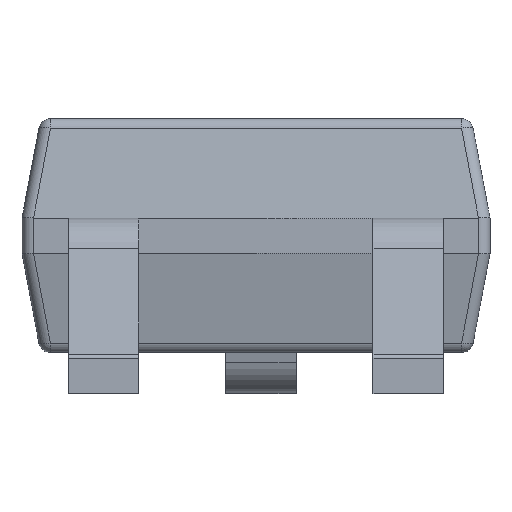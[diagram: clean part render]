
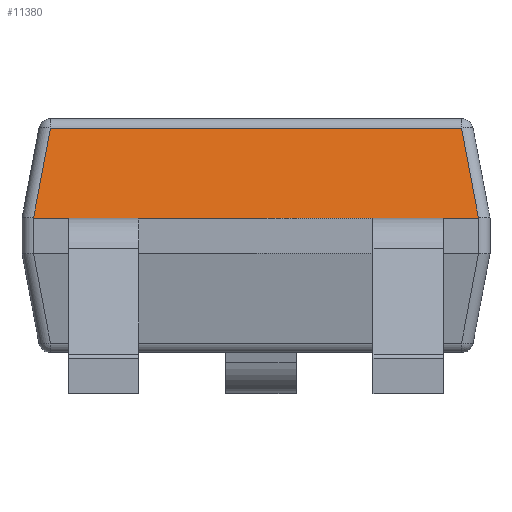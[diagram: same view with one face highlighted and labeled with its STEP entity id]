
A CAD part, front view. The second image highlights one B-rep face of the part: STEP entity #11380.
In plain terms, the highlighted planar face has unit normal (0, -0.983, 0.185).
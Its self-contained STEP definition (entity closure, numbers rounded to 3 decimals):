
#154 = CARTESIAN_POINT ( 'NONE',  ( 0.842, -0.541, 1.253 ) ) ;
#177 = VERTEX_POINT ( 'NONE', #25847 ) ;
#242 = VERTEX_POINT ( 'NONE', #21510 ) ;
#352 = ORIENTED_EDGE ( 'NONE', *, *, #23040, .F. ) ;
#809 = VERTEX_POINT ( 'NONE', #18020 ) ;
#1149 = CARTESIAN_POINT ( 'NONE',  ( -1., -0.65, 0.675 ) ) ;
#1204 = CARTESIAN_POINT ( 'NONE',  ( -0.95, -0.65, 0.675 ) ) ;
#1882 = DIRECTION ( 'NONE',  ( -0.182, 0.182, 0.966 ) ) ;
#2051 = ORIENTED_EDGE ( 'NONE', *, *, #12486, .T. ) ;
#2683 = DIRECTION ( 'NONE',  ( -1., 0., 0. ) ) ;
#3188 =( BOUNDED_CURVE ( )  B_SPLINE_CURVE ( 3, ( #7523, #15687, #23884, #19586 ),
 .UNSPECIFIED., .F., .F. ) 
 B_SPLINE_CURVE_WITH_KNOTS ( ( 4, 4 ),
 ( 0., 0.017 ),
 .UNSPECIFIED. ) 
 CURVE ( )  GEOMETRIC_REPRESENTATION_ITEM ( )  RATIONAL_B_SPLINE_CURVE ( ( 1., 1., 1., 1. ) ) 
 REPRESENTATION_ITEM ( '' )  );
#3754 = VECTOR ( 'NONE', #25544, 1000. ) ;
#4227 = CARTESIAN_POINT ( 'NONE',  ( 0.951, -0.65, 0.675 ) ) ;
#4659 = ORIENTED_EDGE ( 'NONE', *, *, #16953, .T. ) ;
#4899 = LINE ( 'NONE', #12748, #12106 ) ;
#5023 = CARTESIAN_POINT ( 'NONE',  ( -0.951, -0.65, 0.675 ) ) ;
#5047 = LINE ( 'NONE', #9412, #10366 ) ;
#5340 = LINE ( 'NONE', #23816, #11190 ) ;
#6053 = VECTOR ( 'NONE', #1882, 1000. ) ;
#6297 = ORIENTED_EDGE ( 'NONE', *, *, #7018, .F. ) ;
#7018 = EDGE_CURVE ( 'NONE', #13622, #17294, #17505, .T. ) ;
#7077 = DIRECTION ( 'NONE',  ( -1., 0., 0. ) ) ;
#7523 = CARTESIAN_POINT ( 'NONE',  ( 0.95, -0.65, 0.675 ) ) ;
#7648 = CARTESIAN_POINT ( 'NONE',  ( 0., -0.57, 1.1 ) ) ;
#9181 = VERTEX_POINT ( 'NONE', #25555 ) ;
#9316 = LINE ( 'NONE', #24208, #13818 ) ;
#9412 = CARTESIAN_POINT ( 'NONE',  ( -1., -0.65, 0.675 ) ) ;
#10366 = VECTOR ( 'NONE', #23780, 1000. ) ;
#10367 = CARTESIAN_POINT ( 'NONE',  ( -0.95, -0.65, 0.675 ) ) ;
#10440 = EDGE_CURVE ( 'NONE', #242, #17386, #4899, .T. ) ;
#10944 = ORIENTED_EDGE ( 'NONE', *, *, #21718, .T. ) ;
#11190 = VECTOR ( 'NONE', #17618, 1000. ) ;
#11380 = ADVANCED_FACE ( 'NONE', ( #18074 ), #17815, .T. ) ;
#12106 = VECTOR ( 'NONE', #16520, 1000. ) ;
#12288 = EDGE_CURVE ( 'NONE', #24945, #809, #16391, .T. ) ;
#12392 = EDGE_CURVE ( 'NONE', #177, #25285, #17806, .T. ) ;
#12486 = EDGE_CURVE ( 'NONE', #242, #24945, #3188, .T. ) ;
#12748 = CARTESIAN_POINT ( 'NONE',  ( -1., -0.65, 0.675 ) ) ;
#13301 = EDGE_LOOP ( 'NONE', ( #13403, #2051, #16897, #4659, #10944, #13302, #15207, #13492, #6297, #352 ) ) ;
#13302 = ORIENTED_EDGE ( 'NONE', *, *, #12392, .T. ) ;
#13336 = DIRECTION ( 'NONE',  ( -1., 0., 0. ) ) ;
#13403 = ORIENTED_EDGE ( 'NONE', *, *, #10440, .F. ) ;
#13492 = ORIENTED_EDGE ( 'NONE', *, *, #26378, .F. ) ;
#13542 = CARTESIAN_POINT ( 'NONE',  ( -0.95, -0.65, 0.675 ) ) ;
#13622 = VERTEX_POINT ( 'NONE', #14453 ) ;
#13818 = VECTOR ( 'NONE', #13336, 1000. ) ;
#13831 = LINE ( 'NONE', #21782, #3754 ) ;
#14268 = AXIS2_PLACEMENT_3D ( 'NONE', #7648, #15809, #23999 ) ;
#14453 = CARTESIAN_POINT ( 'NONE',  ( 0.5, -0.65, 0.675 ) ) ;
#14760 = CARTESIAN_POINT ( 'NONE',  ( 0.8, -0.65, 0.675 ) ) ;
#15207 = ORIENTED_EDGE ( 'NONE', *, *, #16322, .F. ) ;
#15687 = CARTESIAN_POINT ( 'NONE',  ( 0.95, -0.65, 0.675 ) ) ;
#15717 = VECTOR ( 'NONE', #2683, 1000. ) ;
#15809 = DIRECTION ( 'NONE',  ( 0., -0.983, 0.185 ) ) ;
#16322 = EDGE_CURVE ( 'NONE', #9181, #25285, #5047, .T. ) ;
#16391 = LINE ( 'NONE', #154, #6053 ) ;
#16520 = DIRECTION ( 'NONE',  ( -1., 0., 0. ) ) ;
#16897 = ORIENTED_EDGE ( 'NONE', *, *, #12288, .T. ) ;
#16953 = EDGE_CURVE ( 'NONE', #809, #22114, #9316, .T. ) ;
#17294 = VERTEX_POINT ( 'NONE', #18256 ) ;
#17302 = CARTESIAN_POINT ( 'NONE',  ( -0.951, -0.65, 0.675 ) ) ;
#17386 = VERTEX_POINT ( 'NONE', #14760 ) ;
#17505 = LINE ( 'NONE', #1149, #23726 ) ;
#17618 = DIRECTION ( 'NONE',  ( -1., 0., 0. ) ) ;
#17806 =( BOUNDED_CURVE ( )  B_SPLINE_CURVE ( 3, ( #17302, #5023, #1204, #13542 ),
 .UNSPECIFIED., .F., .F. ) 
 B_SPLINE_CURVE_WITH_KNOTS ( ( 4, 4 ),
 ( 6.266, 6.283 ),
 .UNSPECIFIED. ) 
 CURVE ( )  GEOMETRIC_REPRESENTATION_ITEM ( )  RATIONAL_B_SPLINE_CURVE ( ( 1., 1., 1., 1. ) ) 
 REPRESENTATION_ITEM ( '' )  );
#17815 = PLANE ( 'NONE',  #14268 ) ;
#18020 = CARTESIAN_POINT ( 'NONE',  ( 0.879, -0.578, 1.059 ) ) ;
#18074 = FACE_OUTER_BOUND ( 'NONE', #13301, .T. ) ;
#18256 = CARTESIAN_POINT ( 'NONE',  ( -0.5, -0.65, 0.675 ) ) ;
#19586 = CARTESIAN_POINT ( 'NONE',  ( 0.951, -0.65, 0.675 ) ) ;
#21510 = CARTESIAN_POINT ( 'NONE',  ( 0.95, -0.65, 0.675 ) ) ;
#21718 = EDGE_CURVE ( 'NONE', #22114, #177, #13831, .T. ) ;
#21782 = CARTESIAN_POINT ( 'NONE',  ( -0.842, -0.541, 1.253 ) ) ;
#22114 = VERTEX_POINT ( 'NONE', #25872 ) ;
#23040 = EDGE_CURVE ( 'NONE', #17386, #13622, #23124, .T. ) ;
#23124 = LINE ( 'NONE', #24864, #15717 ) ;
#23726 = VECTOR ( 'NONE', #7077, 1000. ) ;
#23780 = DIRECTION ( 'NONE',  ( -1., 0., 0. ) ) ;
#23816 = CARTESIAN_POINT ( 'NONE',  ( -0.8, -0.65, 0.675 ) ) ;
#23884 = CARTESIAN_POINT ( 'NONE',  ( 0.951, -0.65, 0.675 ) ) ;
#23999 = DIRECTION ( 'NONE',  ( -1., 0., 0. ) ) ;
#24208 = CARTESIAN_POINT ( 'NONE',  ( 0., -0.578, 1.059 ) ) ;
#24864 = CARTESIAN_POINT ( 'NONE',  ( 0.5, -0.65, 0.675 ) ) ;
#24945 = VERTEX_POINT ( 'NONE', #4227 ) ;
#25285 = VERTEX_POINT ( 'NONE', #10367 ) ;
#25544 = DIRECTION ( 'NONE',  ( -0.182, -0.182, -0.966 ) ) ;
#25555 = CARTESIAN_POINT ( 'NONE',  ( -0.8, -0.65, 0.675 ) ) ;
#25847 = CARTESIAN_POINT ( 'NONE',  ( -0.951, -0.65, 0.675 ) ) ;
#25872 = CARTESIAN_POINT ( 'NONE',  ( -0.879, -0.578, 1.059 ) ) ;
#26378 = EDGE_CURVE ( 'NONE', #17294, #9181, #5340, .T. ) ;
